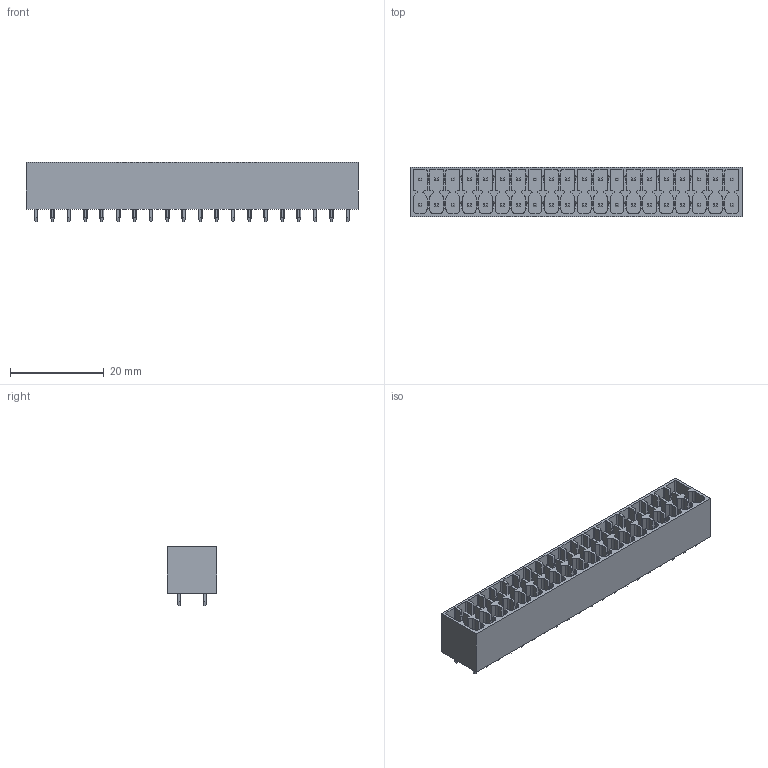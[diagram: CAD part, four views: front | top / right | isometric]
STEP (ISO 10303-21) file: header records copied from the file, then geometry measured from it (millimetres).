
FILE_DESCRIPTION((''),'2;1');
FILE_NAME('44444','2024-09-11T13:48:14',('tluser'),(''),'CREO PARAMETRIC BY PTC INC, 2018100','CREO PARAMETRIC BY PTC INC, 2018100','');
FILE_SCHEMA(('CONFIG_CONTROL_DESIGN'));
Length unit declared in the file: millimetre
Products named in the file (1): 44444
Bounding box: 70.8 x 10.6 x 12.6 mm (x, y, z)
Volume: 4734.9 mm3; surface area: 6518 mm2
Topology: 1 solids, 1 shells, 1751 faces, 5004 edges, 3336 vertices
Faces by surface type: plane 1119, cylinder 632
Entity records: 58020 total; most frequent: CARTESIAN_POINT 12531, ORIENTED_EDGE 10008, DIRECTION 8810, EDGE_CURVE 5004, VECTOR 3420, LINE 3420, VERTEX_POINT 3336, AXIS2_PLACEMENT_3D 2695
